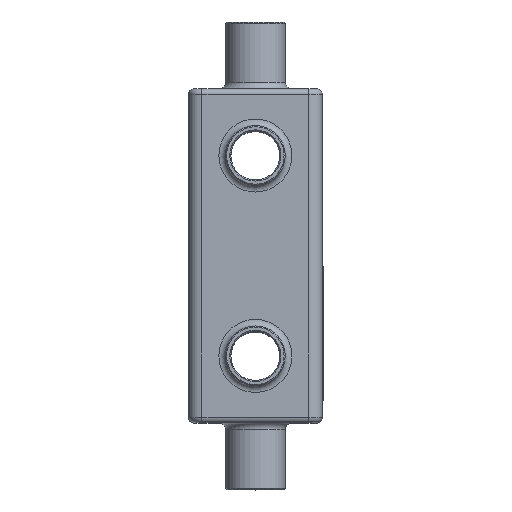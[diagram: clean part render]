
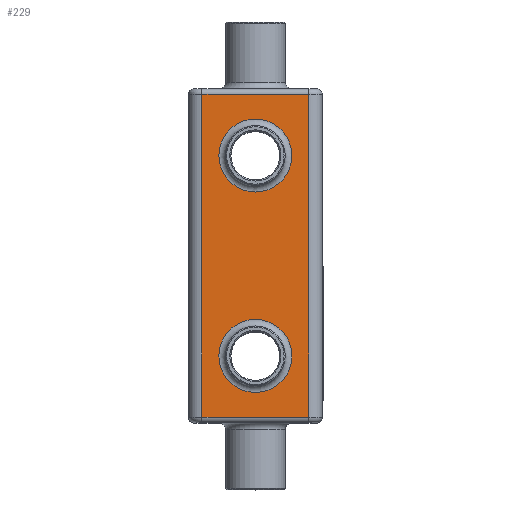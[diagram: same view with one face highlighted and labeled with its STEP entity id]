
A CAD part, top view. The second image highlights one B-rep face of the part: STEP entity #229.
In plain terms, the highlighted planar face has unit normal (0, 0, 1).
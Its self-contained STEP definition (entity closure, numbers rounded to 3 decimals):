
#229=ADVANCED_FACE('',(#4051,#4053,#4055),#4057,.T.);
#4051=FACE_BOUND('',#4052,.T.);
#4052=EDGE_LOOP('',(#8134,#8135,#8136,#8137));
#4053=FACE_BOUND('',#4054,.T.);
#4054=EDGE_LOOP('',(#8138));
#4055=FACE_BOUND('',#4056,.T.);
#4056=EDGE_LOOP('',(#8139));
#4057=PLANE('',#4058);
#4058=AXIS2_PLACEMENT_3D('',#4059,#4060,#4061);
#4059=CARTESIAN_POINT('',(-24.,0.,20.));
#4060=DIRECTION('',(0.,0.,1.));
#4061=DIRECTION('',(1.,0.,0.));
#8134=ORIENTED_EDGE('',*,*,#9913,.T.);
#8135=ORIENTED_EDGE('',*,*,#10164,.F.);
#8136=ORIENTED_EDGE('',*,*,#10165,.F.);
#8137=ORIENTED_EDGE('',*,*,#10166,.F.);
#8138=ORIENTED_EDGE('',*,*,#10167,.F.);
#8139=ORIENTED_EDGE('',*,*,#10168,.F.);
#9913=EDGE_CURVE('',#10972,#10970,#10973,.T.);
#10164=EDGE_CURVE('',#11467,#10970,#11468,.T.);
#10165=EDGE_CURVE('',#11469,#11467,#11470,.T.);
#10166=EDGE_CURVE('',#10972,#11469,#11471,.T.);
#10167=EDGE_CURVE('',#11472,#11472,#11473,.T.);
#10168=EDGE_CURVE('',#11474,#11474,#11475,.T.);
#10970=VERTEX_POINT('',#12802);
#10972=VERTEX_POINT('',#12807);
#10973=LINE('',#12808,#12809);
#11467=VERTEX_POINT('',#15574);
#11468=LINE('',#15575,#15576);
#11469=VERTEX_POINT('',#15578);
#11470=LINE('',#15579,#15580);
#11471=LINE('',#15582,#15583);
#11472=VERTEX_POINT('',#15585);
#11473=CIRCLE('',#15586,16.4);
#11474=VERTEX_POINT('',#15590);
#11475=CIRCLE('',#15591,16.4);
#12802=CARTESIAN_POINT('',(24.,144.5,20.));
#12807=CARTESIAN_POINT('',(24.,-0.5,20.));
#12808=CARTESIAN_POINT('',(24.,-0.5,20.));
#12809=VECTOR('',#12810,1.);
#12810=DIRECTION('',(0.,1.,0.));
#15574=CARTESIAN_POINT('',(-24.,144.5,20.));
#15575=CARTESIAN_POINT('',(-24.,144.5,20.));
#15576=VECTOR('',#15577,1.);
#15577=DIRECTION('',(1.,0.,0.));
#15578=CARTESIAN_POINT('',(-24.,-0.5,20.));
#15579=CARTESIAN_POINT('',(-24.,-0.5,20.));
#15580=VECTOR('',#15581,1.);
#15581=DIRECTION('',(0.,1.,0.));
#15582=CARTESIAN_POINT('',(24.,-0.5,20.));
#15583=VECTOR('',#15584,1.);
#15584=DIRECTION('',(-1.,0.,0.));
#15585=CARTESIAN_POINT('',(0.,133.4,20.));
#15586=AXIS2_PLACEMENT_3D('',#15587,#15588,#15589);
#15587=CARTESIAN_POINT('',(0.,117.,20.));
#15588=DIRECTION('',(0.,0.,1.));
#15589=DIRECTION('',(0.,1.,0.));
#15590=CARTESIAN_POINT('',(0.,43.4,20.));
#15591=AXIS2_PLACEMENT_3D('',#15592,#15593,#15594);
#15592=CARTESIAN_POINT('',(0.,27.,20.));
#15593=DIRECTION('',(0.,0.,1.));
#15594=DIRECTION('',(0.,1.,0.));
